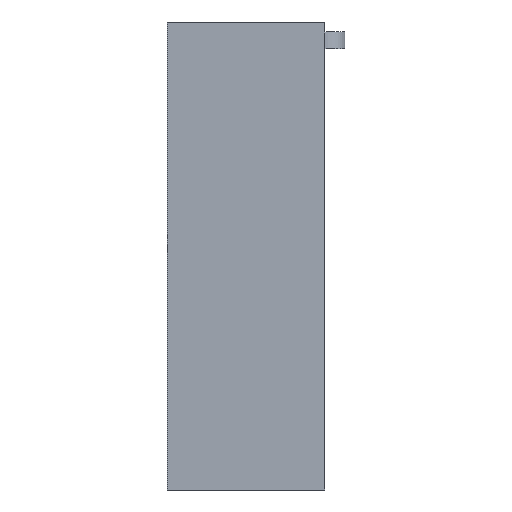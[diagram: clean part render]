
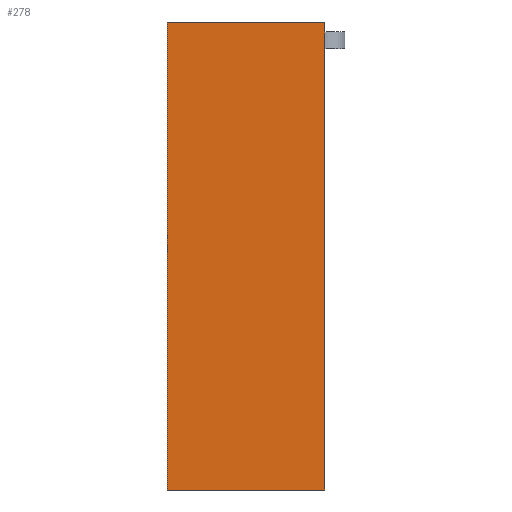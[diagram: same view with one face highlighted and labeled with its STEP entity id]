
A CAD part, left-side view. The second image highlights one B-rep face of the part: STEP entity #278.
In plain terms, the highlighted planar face has unit normal (-1, 0, 0).
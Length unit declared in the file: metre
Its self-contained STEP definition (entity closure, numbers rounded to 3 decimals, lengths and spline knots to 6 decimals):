
#32=ORIENTED_EDGE('',*,*,#106,.F.);
#33=ORIENTED_EDGE('',*,*,#107,.T.);
#34=ORIENTED_EDGE('',*,*,#94,.F.);
#35=ORIENTED_EDGE('',*,*,#108,.F.);
#36=ORIENTED_EDGE('',*,*,#104,.T.);
#37=ORIENTED_EDGE('',*,*,#109,.T.);
#94=EDGE_CURVE('',#132,#133,#156,.T.);
#104=EDGE_CURVE('',#141,#140,#166,.T.);
#106=EDGE_CURVE('',#142,#143,#168,.T.);
#107=EDGE_CURVE('',#142,#133,#169,.F.);
#108=EDGE_CURVE('',#141,#132,#170,.T.);
#109=EDGE_CURVE('',#140,#143,#171,.T.);
#132=VERTEX_POINT('',#407);
#133=VERTEX_POINT('',#408);
#140=VERTEX_POINT('',#426);
#141=VERTEX_POINT('',#428);
#142=VERTEX_POINT('',#432);
#143=VERTEX_POINT('',#433);
#156=LINE('',#406,#190);
#166=LINE('',#427,#200);
#168=LINE('',#431,#202);
#169=LINE('',#434,#203);
#170=LINE('',#435,#204);
#171=LINE('',#436,#205);
#190=VECTOR('',#330,1.);
#200=VECTOR('',#344,1.);
#202=VECTOR('',#348,1.);
#203=VECTOR('',#349,1.);
#204=VECTOR('',#350,1.);
#205=VECTOR('',#351,1.);
#227=EDGE_LOOP('',(#32,#33,#34,#35,#36,#37));
#245=FACE_BOUND('',#227,.T.);
#263=PLANE('',#308);
#278=ADVANCED_FACE('',(#245),#263,.F.);
#308=AXIS2_PLACEMENT_3D('',#430,#346,#347);
#330=DIRECTION('',(0.,0.,-1.));
#344=DIRECTION('',(0.,0.,-1.));
#346=DIRECTION('',(1.,0.,0.));
#347=DIRECTION('',(0.,1.,0.));
#348=DIRECTION('',(0.,0.,-1.));
#349=DIRECTION('',(0.,0.,-1.));
#350=DIRECTION('',(0.,-1.,0.));
#351=DIRECTION('',(0.,-1.,0.));
#406=CARTESIAN_POINT('',(-0.02275,-0.0395,0.2345));
#407=CARTESIAN_POINT('',(-0.02275,-0.0395,0.2345));
#408=CARTESIAN_POINT('',(-0.02275,-0.0395,0.2295));
#426=CARTESIAN_POINT('',(-0.02275,0.0395,0.));
#427=CARTESIAN_POINT('',(-0.02275,0.0395,0.2345));
#428=CARTESIAN_POINT('',(-0.02275,0.0395,0.2345));
#430=CARTESIAN_POINT('',(-0.02275,0.,0.2345));
#431=CARTESIAN_POINT('',(-0.02275,-0.0395,0.2345));
#432=CARTESIAN_POINT('',(-0.02275,-0.0395,0.221));
#433=CARTESIAN_POINT('',(-0.02275,-0.0395,0.));
#434=CARTESIAN_POINT('',(-0.02275,-0.0395,0.2295));
#435=CARTESIAN_POINT('',(-0.02275,0.,0.2345));
#436=CARTESIAN_POINT('',(-0.02275,0.,0.));
